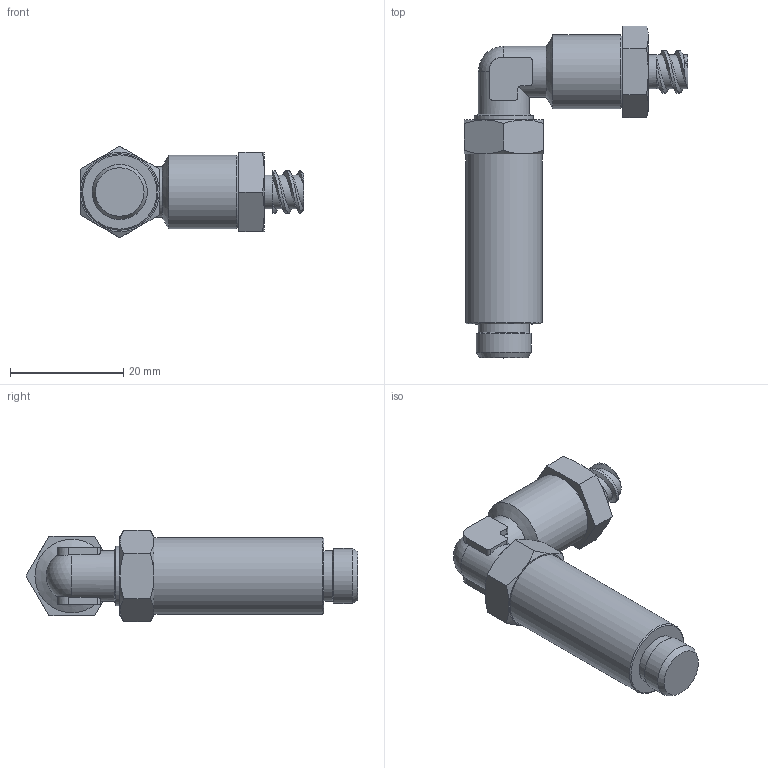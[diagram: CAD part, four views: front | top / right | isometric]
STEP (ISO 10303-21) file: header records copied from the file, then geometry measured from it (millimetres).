
FILE_DESCRIPTION(/* description */ (''),/* implementation_level */ '2;1');
FILE_NAME(/* name */ '503936_990209_1_8L_Fitting_Kunde_Vereinfachen_1.stp',/* time_stamp */ '2023-03-06T11:15:06+01:00',/* author */ ('glueck'),/* organization */ (''),/* preprocessor_version */ 'ST-DEVELOPER v19.2',/* originating_system */ 'Autodesk Inventor 2023',/* authorisation */ '');
FILE_SCHEMA (('AUTOMOTIVE_DESIGN { 1 0 10303 214 3 1 1 }'));
Length unit declared in the file: millimetre
Products named in the file (1): 503936_990209_1_8L_Fitting_Kunde_Vereinfachen_1
Bounding box: 39.5 x 58.58 x 16.17 mm (x, y, z)
Volume: 8691.6 mm3; surface area: 4378.9 mm2
Topology: 1 solids, 1 shells, 100 faces, 240 edges, 147 vertices
Faces by surface type: plane 37, cylinder 27, cone 27, bspline 6, sphere 2, torus 1
Full cylindrical faces by diameter (mm): 6 x3, 9 x3, 9.728 x2, 10.5 x1, 13 x1, 13.5 x1
Entity records: 3864 total; most frequent: CARTESIAN_POINT 1503, ORIENTED_EDGE 476, DIRECTION 434, EDGE_CURVE 238, AXIS2_PLACEMENT_3D 176, VERTEX_POINT 147, EDGE_LOOP 107, STYLED_ITEM 101
